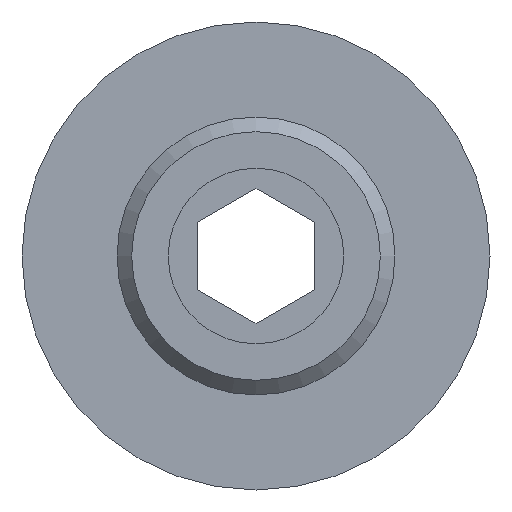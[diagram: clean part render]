
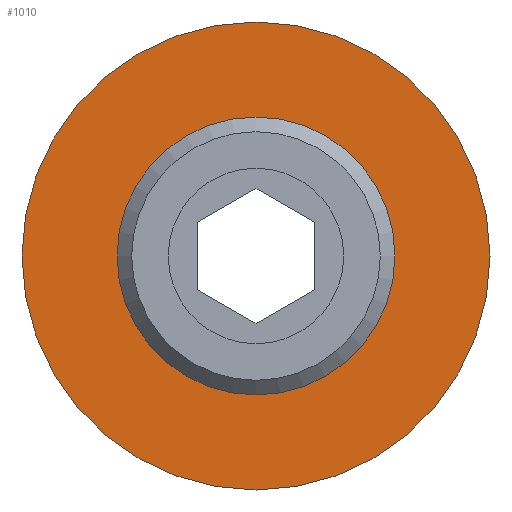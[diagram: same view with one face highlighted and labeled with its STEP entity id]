
A CAD part, front view. The second image highlights one B-rep face of the part: STEP entity #1010.
In plain terms, the highlighted planar face has unit normal (0, -1, 0).
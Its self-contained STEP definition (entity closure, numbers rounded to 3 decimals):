
#111=PLANE('',#1070);
#143=ORIENTED_EDGE('',*,*,#311,.T.);
#144=ORIENTED_EDGE('',*,*,#312,.F.);
#311=EDGE_CURVE('',#395,#395,#454,.T.);
#312=EDGE_CURVE('',#396,#396,#455,.T.);
#395=VERTEX_POINT('',#1382);
#396=VERTEX_POINT('',#1384);
#454=CIRCLE('',#1071,4.);
#455=CIRCLE('',#1072,8.);
#493=EDGE_LOOP('',(#143));
#494=EDGE_LOOP('',(#144));
#569=FACE_BOUND('',#493,.T.);
#570=FACE_BOUND('',#494,.T.);
#1010=ADVANCED_FACE('',(#569,#570),#111,.T.);
#1070=AXIS2_PLACEMENT_3D('',#1380,#1169,#1170);
#1071=AXIS2_PLACEMENT_3D('',#1381,#1171,#1172);
#1072=AXIS2_PLACEMENT_3D('',#1383,#1173,#1174);
#1169=DIRECTION('',(0.,-1.,0.));
#1170=DIRECTION('',(0.,0.,-1.));
#1171=DIRECTION('',(0.,1.,0.));
#1172=DIRECTION('',(1.,0.,0.));
#1173=DIRECTION('',(0.,1.,0.));
#1174=DIRECTION('',(1.,0.,0.));
#1380=CARTESIAN_POINT('',(7.85,8.,0.));
#1381=CARTESIAN_POINT('',(0.,8.,0.));
#1382=CARTESIAN_POINT('',(4.,8.,0.));
#1383=CARTESIAN_POINT('',(0.,8.,0.));
#1384=CARTESIAN_POINT('',(8.,8.,0.));
